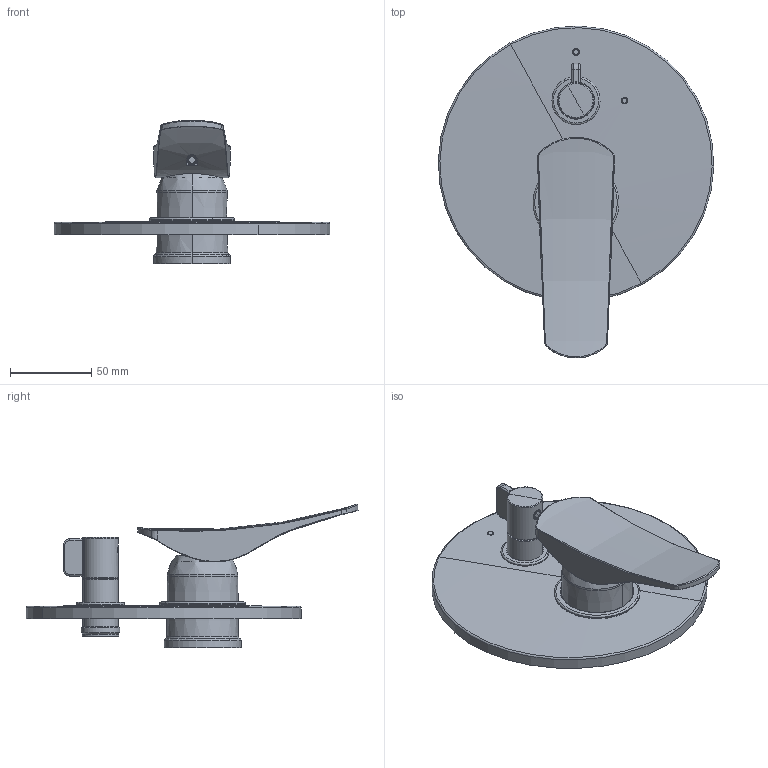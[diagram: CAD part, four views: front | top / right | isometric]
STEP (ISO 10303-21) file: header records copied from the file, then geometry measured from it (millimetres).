
FILE_DESCRIPTION(('CATIA V5 STEP Exchange','CAx-IF Rec.Pracs.--- Model Styling and Organization---1.5--- 2016-08-15','CAx-IF Rec.Pracs.---Supplemental Geometry---1.0---2011-11-01','CAx-IF Rec.Pracs.--- Composite Materials ---3.4---2017-06-13','CAx-IF Rec.Pracs.---Tessellated 3D Geometry---1.0---2015-12-17'),'2;1');
FILE_NAME('RA002300.stp','2023-04-13T14:20:35+00:00',('none'),('none'),'CATIA Version 5-6 Release 2020 SP2','CATIA V5 STEP AP242 v2','none');
FILE_SCHEMA(('AP242_MANAGED_MODEL_BASED_3D_ENGINEERING_MIM_LF {1 0 10303 442 1 1 4}'));
Length unit declared in the file: millimetre
Products named in the file (9): Product1; P50716; P33673; P33674; P50533; P32946; P47501; P52184; P52185
Assembly tree (8 placements, depth 2):
  Product1
    P50716
    P33673
    P33674
    P50533
    P32946
    P47501
    P52184
    P52185
Bounding box: 169.95 x 204.87 x 88.61 mm (x, y, z)
Volume: 86498.4 mm3; surface area: 98902.6 mm2
Topology: 8 solids, 8 shells, 769 faces, 2067 edges, 1331 vertices
Faces by surface type: plane 184, torus 157, cylinder 124, cone 122, extrusion 99, bspline 57, sphere 20, revolution 6
Entity records: 31161 total; most frequent: CARTESIAN_POINT 13613, ORIENTED_EDGE 4122, DIRECTION 2277, EDGE_CURVE 2061, VERTEX_POINT 1330, AXIS2_PLACEMENT_3D 1138, B_SPLINE_CURVE_WITH_KNOTS 844, EDGE_LOOP 809
